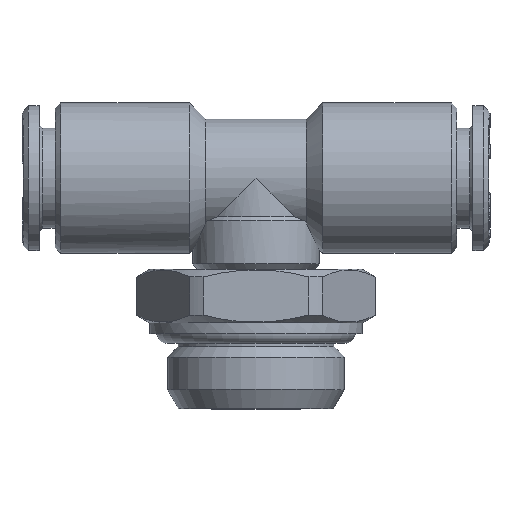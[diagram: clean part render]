
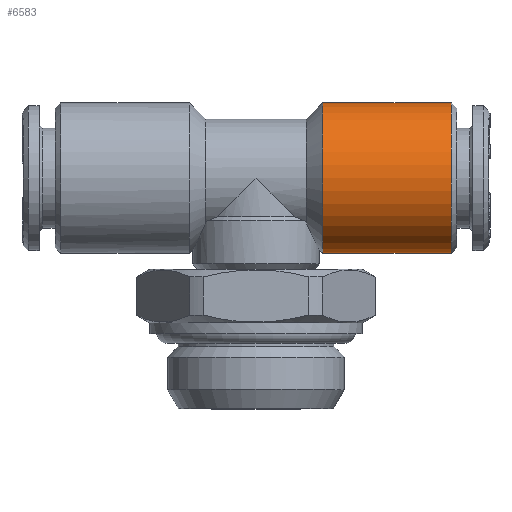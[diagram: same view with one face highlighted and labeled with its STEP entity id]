
A CAD part, top view. The second image highlights one B-rep face of the part: STEP entity #6583.
In plain terms, the highlighted cylindrical face has radius 7 mm (diameter 14 mm), a full revolution.
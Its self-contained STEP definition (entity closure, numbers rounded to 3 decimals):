
#1949=ORIENTED_EDGE('',*,*,#3874,.T.);
#1950=ORIENTED_EDGE('',*,*,#3889,.F.);
#3874=EDGE_CURVE('',#5441,#5441,#4843,.T.);
#3889=EDGE_CURVE('',#5455,#5455,#4854,.T.);
#4843=CIRCLE('',#9793,7.);
#4854=CIRCLE('',#9814,7.);
#4928=EDGE_LOOP('',(#1949));
#4929=EDGE_LOOP('',(#1950));
#5381=CYLINDRICAL_SURFACE('',#9813,7.);
#5441=VERTEX_POINT('',#11453);
#5455=VERTEX_POINT('',#11496);
#6116=FACE_BOUND('',#4928,.T.);
#6117=FACE_BOUND('',#4929,.T.);
#6583=ADVANCED_FACE('',(#6116,#6117),#5381,.T.);
#9793=AXIS2_PLACEMENT_3D('',#11452,#10179,#10180);
#9813=AXIS2_PLACEMENT_3D('',#11494,#10219,#10220);
#9814=AXIS2_PLACEMENT_3D('',#11495,#10221,#10222);
#10179=DIRECTION('',(-1.,0.,0.));
#10180=DIRECTION('',(0.,0.,1.));
#10219=DIRECTION('',(-1.,0.,0.));
#10220=DIRECTION('',(0.,0.,1.));
#10221=DIRECTION('',(-1.,0.,0.));
#10222=DIRECTION('',(0.,0.,-1.));
#11452=CARTESIAN_POINT('',(18.2,0.,0.));
#11453=CARTESIAN_POINT('',(18.2,0.,7.));
#11494=CARTESIAN_POINT('',(3.45,0.,0.));
#11495=CARTESIAN_POINT('',(6.2,0.,0.));
#11496=CARTESIAN_POINT('',(6.2,0.,-7.));
